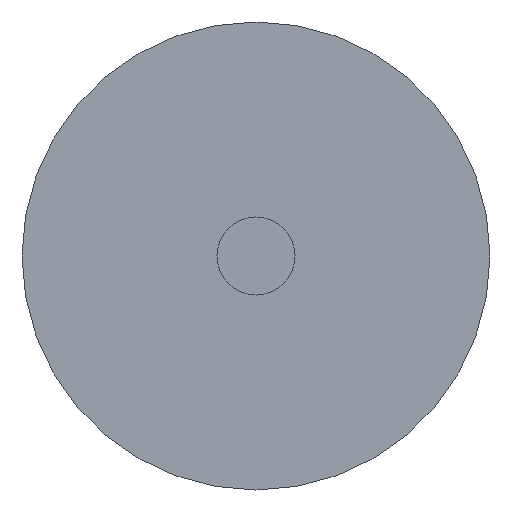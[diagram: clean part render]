
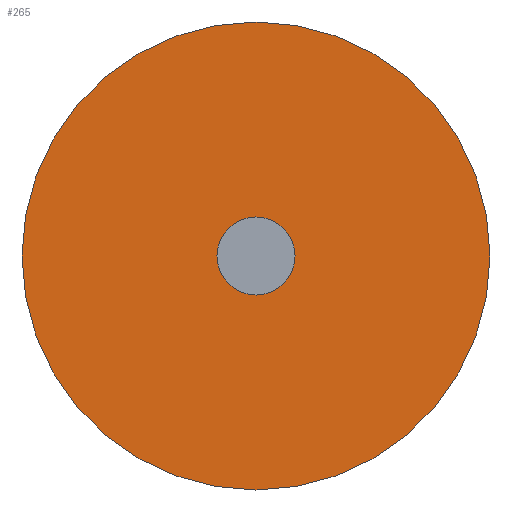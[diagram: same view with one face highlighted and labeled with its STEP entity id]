
A CAD part, front view. The second image highlights one B-rep face of the part: STEP entity #265.
In plain terms, the highlighted planar face has unit normal (0, -1, 0).
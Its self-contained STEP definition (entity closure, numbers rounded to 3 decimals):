
#23=FACE_BOUND('',#54,.T.);
#35=FACE_OUTER_BOUND('',#53,.T.);
#53=EDGE_LOOP('',(#203));
#54=EDGE_LOOP('',(#204));
#96=CIRCLE('',#313,2.5);
#97=CIRCLE('',#315,15.);
#126=VERTEX_POINT('',#478);
#127=VERTEX_POINT('',#482);
#155=EDGE_CURVE('',#126,#126,#96,.T.);
#156=EDGE_CURVE('',#127,#127,#97,.T.);
#203=ORIENTED_EDGE('',*,*,#156,.F.);
#204=ORIENTED_EDGE('',*,*,#155,.T.);
#256=PLANE('',#314);
#265=ADVANCED_FACE('',(#35,#23),#256,.T.);
#313=AXIS2_PLACEMENT_3D('',#480,#382,#383);
#314=AXIS2_PLACEMENT_3D('',#481,#384,#385);
#315=AXIS2_PLACEMENT_3D('',#483,#386,#387);
#382=DIRECTION('center_axis',(0.,1.,0.));
#383=DIRECTION('ref_axis',(1.,0.,0.));
#384=DIRECTION('center_axis',(0.,-1.,0.));
#385=DIRECTION('ref_axis',(0.,0.,-1.));
#386=DIRECTION('center_axis',(0.,1.,0.));
#387=DIRECTION('ref_axis',(1.,0.,0.));
#478=CARTESIAN_POINT('',(0.,0.005,-2.5));
#480=CARTESIAN_POINT('Origin',(0.,0.005,0.));
#481=CARTESIAN_POINT('Origin',(0.,0.005,15.));
#482=CARTESIAN_POINT('',(0.,0.005,-15.));
#483=CARTESIAN_POINT('Origin',(0.,0.005,0.));
